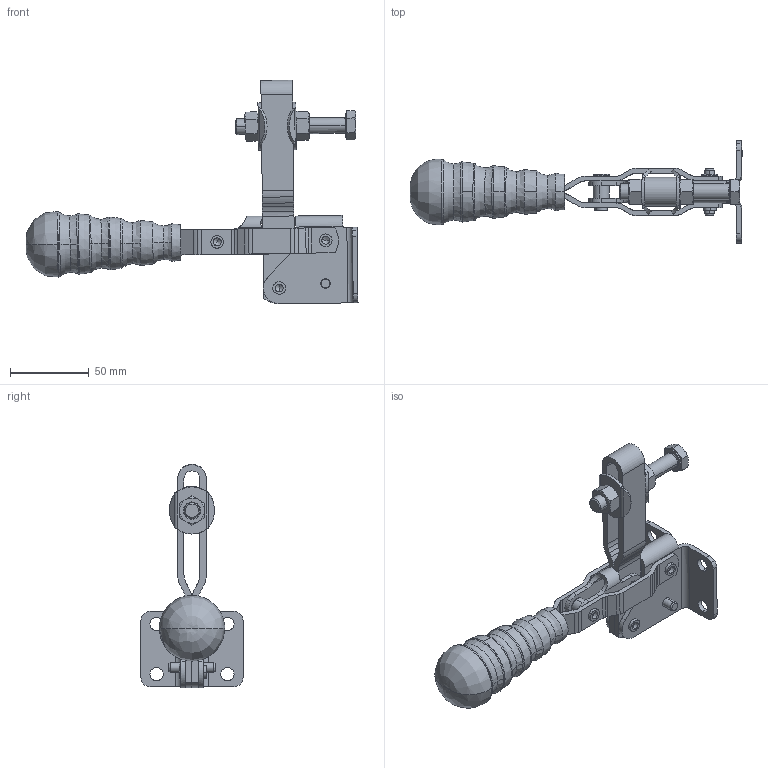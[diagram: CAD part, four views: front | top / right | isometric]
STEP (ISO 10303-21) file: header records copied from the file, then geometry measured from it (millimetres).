
FILE_DESCRIPTION((''),'2;1');
FILE_NAME('214.0.stp','2005-09-24T14:53:26',('Kysilko'),(''),'Autodesk Inventor 8','Autodesk Inventor 8','');
FILE_SCHEMA(('AUTOMOTIVE_DESIGN { 1 0 10303 214 1 1 1 1 }'));
Length unit declared in the file: millimetre
Products named in the file (1): Part1
Bounding box: 211.05 x 64.96 x 142.1 mm (x, y, z)
Volume: 150943.3 mm3; surface area: 60379.6 mm2
Topology: 1 solids, 3 shells, 1474 faces, 5139 edges, 3201 vertices
Faces by surface type: plane 749, cone 360, cylinder 249, bspline 94, torus 22
Entity records: 59196 total; most frequent: CARTESIAN_POINT 15239, ORIENTED_EDGE 10258, DIRECTION 9049, EDGE_CURVE 5129, AXIS2_PLACEMENT_3D 3245, VERTEX_POINT 3201, VECTOR 2559, LINE 2559
